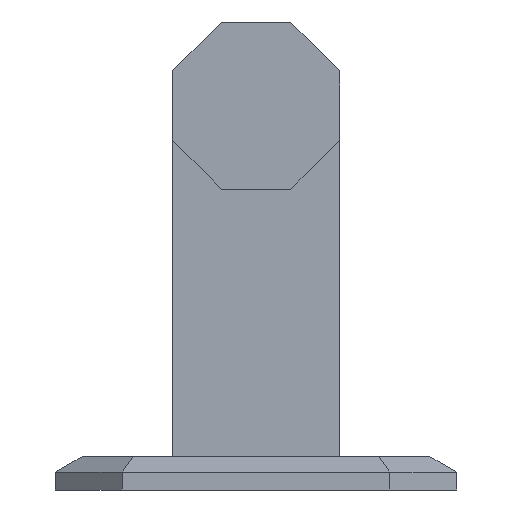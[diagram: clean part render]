
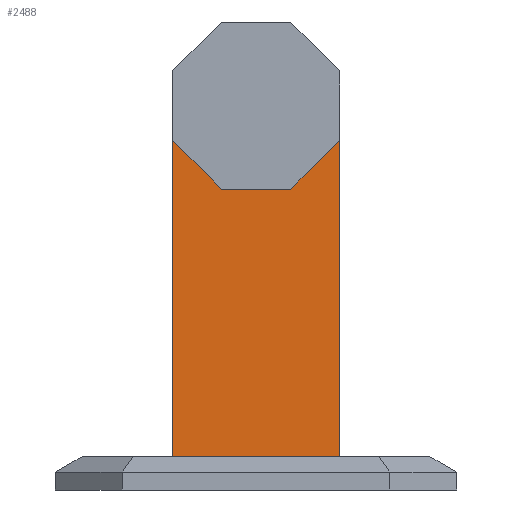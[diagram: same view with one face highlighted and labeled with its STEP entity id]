
A CAD part, left-side view. The second image highlights one B-rep face of the part: STEP entity #2488.
In plain terms, the highlighted planar face has unit normal (-1, 0, 0).
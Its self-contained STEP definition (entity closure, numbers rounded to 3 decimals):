
#28 = VECTOR ( 'NONE', #1155, 1000. ) ;
#85 = LINE ( 'NONE', #297, #28 ) ;
#86 = CARTESIAN_POINT ( 'NONE',  ( -68., -12.527, 70. ) ) ;
#133 = ORIENTED_EDGE ( 'NONE', *, *, #192, .T. ) ;
#135 = DIRECTION ( 'NONE',  ( 0., 0., -1. ) ) ;
#155 = CARTESIAN_POINT ( 'NONE',  ( -68., -3.027, 54.4 ) ) ;
#158 = VECTOR ( 'NONE', #1399, 1000. ) ;
#175 = CARTESIAN_POINT ( 'NONE',  ( -68., -12.527, 70. ) ) ;
#192 = EDGE_CURVE ( 'NONE', #915, #2220, #300, .T. ) ;
#207 = VECTOR ( 'NONE', #531, 1000. ) ;
#241 = CARTESIAN_POINT ( 'NONE',  ( -68., -12.527, 5. ) ) ;
#297 = CARTESIAN_POINT ( 'NONE',  ( -68., 12.473, 70. ) ) ;
#300 = LINE ( 'NONE', #1126, #2550 ) ;
#301 = ORIENTED_EDGE ( 'NONE', *, *, #1686, .T. ) ;
#304 = ORIENTED_EDGE ( 'NONE', *, *, #353, .F. ) ;
#353 = EDGE_CURVE ( 'NONE', #513, #1088, #1410, .T. ) ;
#357 = LINE ( 'NONE', #175, #2435 ) ;
#393 = DIRECTION ( 'NONE',  ( 0., -0.707, 0.707 ) ) ;
#400 = ORIENTED_EDGE ( 'NONE', *, *, #1313, .F. ) ;
#422 = EDGE_CURVE ( 'NONE', #2462, #1708, #1674, .T. ) ;
#470 = CARTESIAN_POINT ( 'NONE',  ( -68., -3.027, 54.4 ) ) ;
#513 = VERTEX_POINT ( 'NONE', #2473 ) ;
#531 = DIRECTION ( 'NONE',  ( 0., -1., 0. ) ) ;
#552 = CARTESIAN_POINT ( 'NONE',  ( -68., 5.151, 70. ) ) ;
#665 = EDGE_CURVE ( 'NONE', #1088, #2466, #1910, .T. ) ;
#693 = DIRECTION ( 'NONE',  ( 0., -1., 0. ) ) ;
#716 = ORIENTED_EDGE ( 'NONE', *, *, #1173, .T. ) ;
#720 = LINE ( 'NONE', #1949, #207 ) ;
#743 = CARTESIAN_POINT ( 'NONE',  ( -68., 5.151, 70. ) ) ;
#831 = CARTESIAN_POINT ( 'NONE',  ( -68., 12.473, 70. ) ) ;
#915 = VERTEX_POINT ( 'NONE', #1730 ) ;
#930 = EDGE_CURVE ( 'NONE', #2466, #1535, #2116, .T. ) ;
#1006 = LINE ( 'NONE', #831, #158 ) ;
#1088 = VERTEX_POINT ( 'NONE', #743 ) ;
#1099 = DIRECTION ( 'NONE',  ( 0., -1., 0. ) ) ;
#1126 = CARTESIAN_POINT ( 'NONE',  ( -68., -12.527, 5. ) ) ;
#1143 = DIRECTION ( 'NONE',  ( 1., 0., 0. ) ) ;
#1155 = DIRECTION ( 'NONE',  ( 0., 0., -1. ) ) ;
#1173 = EDGE_CURVE ( 'NONE', #2179, #915, #85, .T. ) ;
#1186 = PLANE ( 'NONE',  #1649 ) ;
#1200 = ORIENTED_EDGE ( 'NONE', *, *, #665, .F. ) ;
#1203 = CARTESIAN_POINT ( 'NONE',  ( -68., 27.973, 60.6 ) ) ;
#1211 = VECTOR ( 'NONE', #393, 1000. ) ;
#1313 = EDGE_CURVE ( 'NONE', #1708, #1388, #2015, .T. ) ;
#1359 = CARTESIAN_POINT ( 'NONE',  ( -68., -12.527, 70. ) ) ;
#1388 = VERTEX_POINT ( 'NONE', #1403 ) ;
#1399 = DIRECTION ( 'NONE',  ( 0., 0., -1. ) ) ;
#1403 = CARTESIAN_POINT ( 'NONE',  ( -68., 12.473, 60.6 ) ) ;
#1410 = LINE ( 'NONE', #552, #1211 ) ;
#1535 = VERTEX_POINT ( 'NONE', #2499 ) ;
#1576 = DIRECTION ( 'NONE',  ( 0., 1., 0. ) ) ;
#1649 = AXIS2_PLACEMENT_3D ( 'NONE', #1359, #1143, #135 ) ;
#1674 = LINE ( 'NONE', #470, #2379 ) ;
#1685 = ORIENTED_EDGE ( 'NONE', *, *, #1979, .F. ) ;
#1686 = EDGE_CURVE ( 'NONE', #513, #1388, #1006, .T. ) ;
#1708 = VERTEX_POINT ( 'NONE', #2461 ) ;
#1730 = CARTESIAN_POINT ( 'NONE',  ( -68., 12.473, 5. ) ) ;
#1832 = ORIENTED_EDGE ( 'NONE', *, *, #2139, .F. ) ;
#1845 = CARTESIAN_POINT ( 'NONE',  ( -68., 12.473, 54.4 ) ) ;
#1910 = LINE ( 'NONE', #86, #2252 ) ;
#1949 = CARTESIAN_POINT ( 'NONE',  ( -68., 27.973, 54.4 ) ) ;
#1960 = FACE_OUTER_BOUND ( 'NONE', #2078, .T. ) ;
#1979 = EDGE_CURVE ( 'NONE', #2179, #2462, #720, .T. ) ;
#1989 = DIRECTION ( 'NONE',  ( 0., 0., -1. ) ) ;
#2015 = LINE ( 'NONE', #1203, #2257 ) ;
#2022 = ORIENTED_EDGE ( 'NONE', *, *, #422, .F. ) ;
#2033 = VECTOR ( 'NONE', #2345, 1000. ) ;
#2058 = DIRECTION ( 'NONE',  ( 0., 0., 1. ) ) ;
#2078 = EDGE_LOOP ( 'NONE', ( #301, #400, #2022, #1685, #716, #133, #1832, #2213, #1200, #304 ) ) ;
#2116 = LINE ( 'NONE', #2577, #2033 ) ;
#2139 = EDGE_CURVE ( 'NONE', #1535, #2220, #357, .T. ) ;
#2179 = VERTEX_POINT ( 'NONE', #1845 ) ;
#2213 = ORIENTED_EDGE ( 'NONE', *, *, #930, .F. ) ;
#2216 = CARTESIAN_POINT ( 'NONE',  ( -68., -5.204, 70. ) ) ;
#2220 = VERTEX_POINT ( 'NONE', #241 ) ;
#2252 = VECTOR ( 'NONE', #693, 1000. ) ;
#2257 = VECTOR ( 'NONE', #1576, 1000. ) ;
#2345 = DIRECTION ( 'NONE',  ( 0., -0.707, -0.707 ) ) ;
#2379 = VECTOR ( 'NONE', #2058, 1000. ) ;
#2435 = VECTOR ( 'NONE', #1989, 1000. ) ;
#2461 = CARTESIAN_POINT ( 'NONE',  ( -68., -3.027, 60.6 ) ) ;
#2462 = VERTEX_POINT ( 'NONE', #155 ) ;
#2466 = VERTEX_POINT ( 'NONE', #2216 ) ;
#2473 = CARTESIAN_POINT ( 'NONE',  ( -68., 12.473, 62.678 ) ) ;
#2488 = ADVANCED_FACE ( 'NONE', ( #1960 ), #1186, .F. ) ;
#2499 = CARTESIAN_POINT ( 'NONE',  ( -68., -12.527, 62.678 ) ) ;
#2550 = VECTOR ( 'NONE', #1099, 1000. ) ;
#2577 = CARTESIAN_POINT ( 'NONE',  ( -68., -12.527, 62.678 ) ) ;
